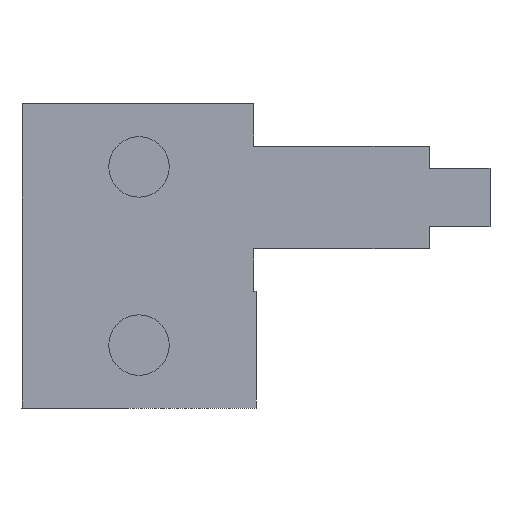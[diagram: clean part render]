
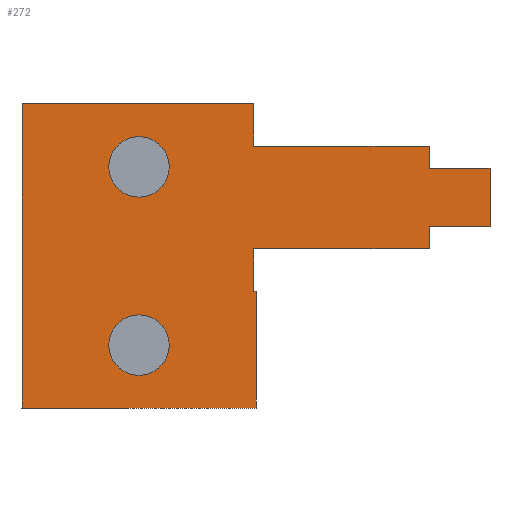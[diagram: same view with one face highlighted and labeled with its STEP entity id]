
A CAD part, front view. The second image highlights one B-rep face of the part: STEP entity #272.
In plain terms, the highlighted planar face has unit normal (0, -1, 0).
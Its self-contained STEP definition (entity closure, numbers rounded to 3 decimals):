
#24 = VERTEX_POINT('',#25);
#25 = CARTESIAN_POINT('',(-75.2,200.,-4.4));
#31 = EDGE_CURVE('',#32,#24,#34,.T.);
#32 = VERTEX_POINT('',#33);
#33 = CARTESIAN_POINT('',(-60.2,200.,-4.4));
#34 = LINE('',#35,#36);
#35 = CARTESIAN_POINT('',(0.,200.,-4.4));
#36 = VECTOR('',#37,1.);
#37 = DIRECTION('',(-1.,0.,0.));
#125 = VERTEX_POINT('',#126);
#126 = CARTESIAN_POINT('',(-75.2,200.,-7.997));
#139 = EDGE_CURVE('',#125,#24,#140,.T.);
#140 = LINE('',#141,#142);
#141 = CARTESIAN_POINT('',(-75.2,200.,-6.498));
#142 = VECTOR('',#143,1.);
#143 = DIRECTION('',(0.,0.,1.));
#255 = VERTEX_POINT('',#256);
#256 = CARTESIAN_POINT('',(-60.2,200.,-2.5));
#262 = EDGE_CURVE('',#32,#255,#263,.T.);
#263 = LINE('',#264,#265);
#264 = CARTESIAN_POINT('',(-60.2,200.,-6.498));
#265 = VECTOR('',#266,1.);
#266 = DIRECTION('',(0.,0.,1.));
#272 = ADVANCED_FACE('',(#273,#372,#383),#394,.F.);
#273 = FACE_BOUND('',#274,.F.);
#274 = EDGE_LOOP('',(#275,#276,#277,#278,#286,#294,#302,#310,#318,#326,
    #334,#342,#350,#358,#366));
#275 = ORIENTED_EDGE('',*,*,#262,.F.);
#276 = ORIENTED_EDGE('',*,*,#31,.T.);
#277 = ORIENTED_EDGE('',*,*,#139,.F.);
#278 = ORIENTED_EDGE('',*,*,#279,.F.);
#279 = EDGE_CURVE('',#280,#125,#282,.T.);
#280 = VERTEX_POINT('',#281);
#281 = CARTESIAN_POINT('',(-75.,200.,-7.997));
#282 = LINE('',#283,#284);
#283 = CARTESIAN_POINT('',(0.,200.,-7.997));
#284 = VECTOR('',#285,1.);
#285 = DIRECTION('',(-1.,0.,0.));
#286 = ORIENTED_EDGE('',*,*,#287,.T.);
#287 = EDGE_CURVE('',#280,#288,#290,.T.);
#288 = VERTEX_POINT('',#289);
#289 = CARTESIAN_POINT('',(-75.,200.,-17.997));
#290 = LINE('',#291,#292);
#291 = CARTESIAN_POINT('',(-75.,200.,-6.498));
#292 = VECTOR('',#293,1.);
#293 = DIRECTION('',(0.,0.,-1.));
#294 = ORIENTED_EDGE('',*,*,#295,.T.);
#295 = EDGE_CURVE('',#288,#296,#298,.T.);
#296 = VERTEX_POINT('',#297);
#297 = CARTESIAN_POINT('',(-95.,200.,-17.997));
#298 = LINE('',#299,#300);
#299 = CARTESIAN_POINT('',(0.,200.,-17.997));
#300 = VECTOR('',#301,1.);
#301 = DIRECTION('',(-1.,0.,0.));
#302 = ORIENTED_EDGE('',*,*,#303,.F.);
#303 = EDGE_CURVE('',#304,#296,#306,.T.);
#304 = VERTEX_POINT('',#305);
#305 = CARTESIAN_POINT('',(-95.,200.,-7.997));
#306 = LINE('',#307,#308);
#307 = CARTESIAN_POINT('',(-95.,200.,-6.498));
#308 = VECTOR('',#309,1.);
#309 = DIRECTION('',(0.,0.,-1.));
#310 = ORIENTED_EDGE('',*,*,#311,.F.);
#311 = EDGE_CURVE('',#312,#304,#314,.T.);
#312 = VERTEX_POINT('',#313);
#313 = CARTESIAN_POINT('',(-95.,200.,7.997));
#314 = LINE('',#315,#316);
#315 = CARTESIAN_POINT('',(-95.,200.,-6.498));
#316 = VECTOR('',#317,1.);
#317 = DIRECTION('',(0.,0.,-1.));
#318 = ORIENTED_EDGE('',*,*,#319,.F.);
#319 = EDGE_CURVE('',#320,#312,#322,.T.);
#320 = VERTEX_POINT('',#321);
#321 = CARTESIAN_POINT('',(-75.2,200.,7.997));
#322 = LINE('',#323,#324);
#323 = CARTESIAN_POINT('',(0.,200.,7.997));
#324 = VECTOR('',#325,1.);
#325 = DIRECTION('',(-1.,0.,0.));
#326 = ORIENTED_EDGE('',*,*,#327,.F.);
#327 = EDGE_CURVE('',#328,#320,#330,.T.);
#328 = VERTEX_POINT('',#329);
#329 = CARTESIAN_POINT('',(-75.2,200.,4.4));
#330 = LINE('',#331,#332);
#331 = CARTESIAN_POINT('',(-75.2,200.,1.498));
#332 = VECTOR('',#333,1.);
#333 = DIRECTION('',(0.,0.,1.));
#334 = ORIENTED_EDGE('',*,*,#335,.F.);
#335 = EDGE_CURVE('',#336,#328,#338,.T.);
#336 = VERTEX_POINT('',#337);
#337 = CARTESIAN_POINT('',(-60.2,200.,4.4));
#338 = LINE('',#339,#340);
#339 = CARTESIAN_POINT('',(0.,200.,4.4));
#340 = VECTOR('',#341,1.);
#341 = DIRECTION('',(-1.,0.,0.));
#342 = ORIENTED_EDGE('',*,*,#343,.F.);
#343 = EDGE_CURVE('',#344,#336,#346,.T.);
#344 = VERTEX_POINT('',#345);
#345 = CARTESIAN_POINT('',(-60.2,200.,2.5));
#346 = LINE('',#347,#348);
#347 = CARTESIAN_POINT('',(-60.2,200.,1.498));
#348 = VECTOR('',#349,1.);
#349 = DIRECTION('',(0.,0.,1.));
#350 = ORIENTED_EDGE('',*,*,#351,.F.);
#351 = EDGE_CURVE('',#352,#344,#354,.T.);
#352 = VERTEX_POINT('',#353);
#353 = CARTESIAN_POINT('',(-55.,200.,2.5));
#354 = LINE('',#355,#356);
#355 = CARTESIAN_POINT('',(0.,200.,2.5));
#356 = VECTOR('',#357,1.);
#357 = DIRECTION('',(-1.,0.,0.));
#358 = ORIENTED_EDGE('',*,*,#359,.T.);
#359 = EDGE_CURVE('',#352,#360,#362,.T.);
#360 = VERTEX_POINT('',#361);
#361 = CARTESIAN_POINT('',(-55.,200.,-2.5));
#362 = LINE('',#363,#364);
#363 = CARTESIAN_POINT('',(-55.,200.,-6.498));
#364 = VECTOR('',#365,1.);
#365 = DIRECTION('',(0.,0.,-1.));
#366 = ORIENTED_EDGE('',*,*,#367,.T.);
#367 = EDGE_CURVE('',#360,#255,#368,.T.);
#368 = LINE('',#369,#370);
#369 = CARTESIAN_POINT('',(0.,200.,-2.5));
#370 = VECTOR('',#371,1.);
#371 = DIRECTION('',(-1.,0.,0.));
#372 = FACE_BOUND('',#373,.F.);
#373 = EDGE_LOOP('',(#374));
#374 = ORIENTED_EDGE('',*,*,#375,.F.);
#375 = EDGE_CURVE('',#376,#376,#378,.T.);
#376 = VERTEX_POINT('',#377);
#377 = CARTESIAN_POINT('',(-87.581,200.,2.616));
#378 = CIRCLE('',#379,2.581);
#379 = AXIS2_PLACEMENT_3D('',#380,#381,#382);
#380 = CARTESIAN_POINT('',(-85.,200.,2.616));
#381 = DIRECTION('',(0.,1.,0.));
#382 = DIRECTION('',(-1.,0.,0.));
#383 = FACE_BOUND('',#384,.F.);
#384 = EDGE_LOOP('',(#385));
#385 = ORIENTED_EDGE('',*,*,#386,.F.);
#386 = EDGE_CURVE('',#387,#387,#389,.T.);
#387 = VERTEX_POINT('',#388);
#388 = CARTESIAN_POINT('',(-87.581,200.,-12.616));
#389 = CIRCLE('',#390,2.581);
#390 = AXIS2_PLACEMENT_3D('',#391,#392,#393);
#391 = CARTESIAN_POINT('',(-85.,200.,-12.616));
#392 = DIRECTION('',(0.,1.,0.));
#393 = DIRECTION('',(-1.,0.,0.));
#394 = PLANE('',#395);
#395 = AXIS2_PLACEMENT_3D('',#396,#397,#398);
#396 = CARTESIAN_POINT('',(0.,200.,-5.));
#397 = DIRECTION('',(0.,1.,0.));
#398 = DIRECTION('',(1.,0.,0.));
